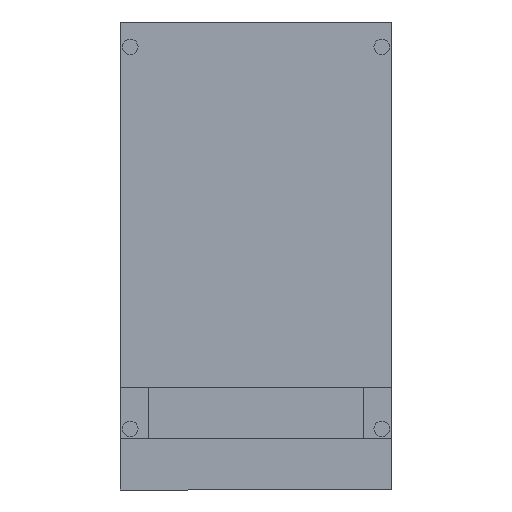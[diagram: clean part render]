
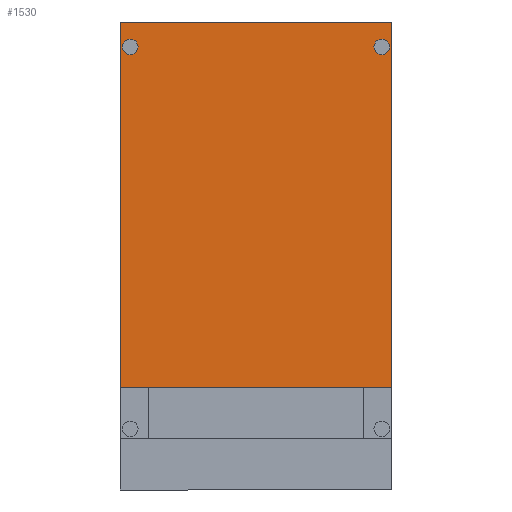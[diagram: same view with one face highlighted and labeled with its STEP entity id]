
A CAD part, front view. The second image highlights one B-rep face of the part: STEP entity #1530.
In plain terms, the highlighted planar face has unit normal (0, -1, 0).
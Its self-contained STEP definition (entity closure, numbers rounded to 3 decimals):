
#134 = LINE ( 'NONE', #5405, #5046 ) ;
#220 = CARTESIAN_POINT ( 'NONE',  ( -217.5, 0., 292.5 ) ) ;
#347 = DIRECTION ( 'NONE',  ( -1., 0., 0. ) ) ;
#603 = FACE_OUTER_BOUND ( 'NONE', #5440, .T. ) ;
#990 = VECTOR ( 'NONE', #347, 1000. ) ;
#1051 = EDGE_CURVE ( 'NONE', #4376, #4198, #1298, .T. ) ;
#1105 = EDGE_CURVE ( 'NONE', #4198, #6082, #2198, .T. ) ;
#1298 = LINE ( 'NONE', #5807, #3245 ) ;
#1354 = CARTESIAN_POINT ( 'NONE',  ( -217.5, 0., -292.5 ) ) ;
#1509 = DIRECTION ( 'NONE',  ( 0., 0., -1. ) ) ;
#1530 = ADVANCED_FACE ( 'NONE', ( #603 ), #5949, .T. ) ;
#2198 = LINE ( 'NONE', #5989, #3095 ) ;
#2694 = AXIS2_PLACEMENT_3D ( 'NONE', #3464, #3021, #5382 ) ;
#2749 = CARTESIAN_POINT ( 'NONE',  ( -217.5, 0., -292.5 ) ) ;
#2910 = DIRECTION ( 'NONE',  ( 0., 0., 1. ) ) ;
#2950 = LINE ( 'NONE', #2749, #990 ) ;
#3021 = DIRECTION ( 'NONE',  ( 0., -1., 0. ) ) ;
#3095 = VECTOR ( 'NONE', #3172, 1000. ) ;
#3172 = DIRECTION ( 'NONE',  ( 1., 0., 0. ) ) ;
#3245 = VECTOR ( 'NONE', #2910, 1000. ) ;
#3315 = ORIENTED_EDGE ( 'NONE', *, *, #1051, .F. ) ;
#3464 = CARTESIAN_POINT ( 'NONE',  ( 0., 0., 0. ) ) ;
#3570 = EDGE_CURVE ( 'NONE', #6082, #5195, #134, .T. ) ;
#4175 = ORIENTED_EDGE ( 'NONE', *, *, #1105, .F. ) ;
#4198 = VERTEX_POINT ( 'NONE', #220 ) ;
#4376 = VERTEX_POINT ( 'NONE', #1354 ) ;
#4702 = CARTESIAN_POINT ( 'NONE',  ( 217.5, 0., 292.5 ) ) ;
#4725 = ORIENTED_EDGE ( 'NONE', *, *, #6035, .F. ) ;
#4739 = ORIENTED_EDGE ( 'NONE', *, *, #3570, .F. ) ;
#5046 = VECTOR ( 'NONE', #1509, 1000. ) ;
#5195 = VERTEX_POINT ( 'NONE', #5301 ) ;
#5301 = CARTESIAN_POINT ( 'NONE',  ( 217.5, 0., -292.5 ) ) ;
#5382 = DIRECTION ( 'NONE',  ( 0., 0., -1. ) ) ;
#5405 = CARTESIAN_POINT ( 'NONE',  ( 217.5, 0., 292.5 ) ) ;
#5440 = EDGE_LOOP ( 'NONE', ( #4739, #4175, #3315, #4725 ) ) ;
#5807 = CARTESIAN_POINT ( 'NONE',  ( -217.5, 0., 292.5 ) ) ;
#5949 = PLANE ( 'NONE',  #2694 ) ;
#5989 = CARTESIAN_POINT ( 'NONE',  ( -217.5, 0., 292.5 ) ) ;
#6035 = EDGE_CURVE ( 'NONE', #5195, #4376, #2950, .T. ) ;
#6082 = VERTEX_POINT ( 'NONE', #4702 ) ;
